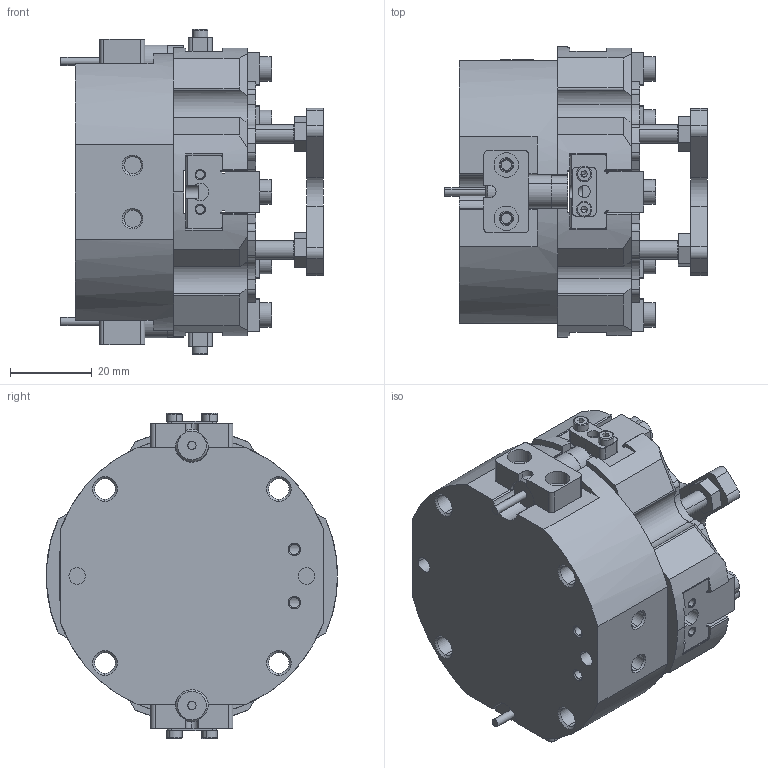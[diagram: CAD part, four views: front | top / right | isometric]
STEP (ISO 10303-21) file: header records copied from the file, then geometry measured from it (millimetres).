
FILE_DESCRIPTION (( 'STEP AP203' ), '1' );
FILE_NAME ('TF42-71-C20.STEP', '2024-12-09T01:52:18', ( 'USER-' ), ( 'Microsoft' ), 'SwSTEP 2.0', 'SolidWorks 2018', '' );
FILE_SCHEMA (( 'CONFIG_CONTROL_DESIGN' ));
Length unit declared in the file: millimetre
Products named in the file (26): TF42-71-C20杅耀.sldasm-Part-31; 埴翐芛_GB_FASTENER_SCREWS_HSHCS M2X8-N; TF42-71-C20杅耀.sldasm-Part-21; TF42-71-C20杅耀.sldasm-Part-29; TF42-71-C20杅耀.sldasm-Part-9; TF42-71-C20杅耀.sldasm-Part-19; TF42-71-C20杅耀.sldasm-Part-27; TF42-71-C20; TF42-71-C20杅耀.sldasm-Part-13; TF42-71-C20杅耀.sldasm-Part-8; TF42-71-C20杅耀.sldasm-Part-17; 12x8-R2; TF42-71-C20杅耀.sldasm-Part-10; TF42-71-C20杅耀.sldasm-Part-2; TF42-71-C20杅耀.sldasm-Part-34; TF42-71-C20杅耀.sldasm-Part-7; TF42-71-C20杅耀.sldasm-Part-28; TF42-71-C20杅耀.sldasm-Part-33; TF42-71-C20杅耀.sldasm-Part-18; TF42-71-C20杅耀.sldasm-Part-11; TF42-71-C20杅耀.sldasm-Part-16; TF42-71-C20杅耀.sldasm-Part-22; TF42-71-C20杅耀.sldasm-Part-12; TF42-71-C20杅耀.sldasm-Part-14; TF42-71-C20杅耀.sldasm-Part-25; TF42-71-C20杅耀.sldasm-Part-5
Assembly tree (34 placements, depth 2):
  TF42-71-C20
    TF42-71-C20杅耀.sldasm-Part-2
    TF42-71-C20杅耀.sldasm-Part-5
    TF42-71-C20杅耀.sldasm-Part-7
    TF42-71-C20杅耀.sldasm-Part-8
    TF42-71-C20杅耀.sldasm-Part-9
    TF42-71-C20杅耀.sldasm-Part-10
    TF42-71-C20杅耀.sldasm-Part-11
    TF42-71-C20杅耀.sldasm-Part-12
    TF42-71-C20杅耀.sldasm-Part-13
    TF42-71-C20杅耀.sldasm-Part-14
    TF42-71-C20杅耀.sldasm-Part-16
    TF42-71-C20杅耀.sldasm-Part-17
    TF42-71-C20杅耀.sldasm-Part-18
    TF42-71-C20杅耀.sldasm-Part-19
    TF42-71-C20杅耀.sldasm-Part-21
    TF42-71-C20杅耀.sldasm-Part-22
    TF42-71-C20杅耀.sldasm-Part-25  x4
    TF42-71-C20杅耀.sldasm-Part-27
    TF42-71-C20杅耀.sldasm-Part-28
    TF42-71-C20杅耀.sldasm-Part-29
    TF42-71-C20杅耀.sldasm-Part-31
    TF42-71-C20杅耀.sldasm-Part-33
    12x8-R2
    埴翐芛_GB_FASTENER_SCREWS_HSHCS M2X8-N  x4
    TF42-71-C20杅耀.sldasm-Part-34  x4
Bounding box: 64 x 70.96 x 79.4 mm (x, y, z)
Volume: 145506.2 mm3; surface area: 52251.7 mm2
Topology: 34 solids, 34 shells, 1630 faces, 4154 edges, 2688 vertices
Faces by surface type: plane 773, cylinder 474, cone 212, bspline 155, torus 16
Entity records: 47816 total; most frequent: CARTESIAN_POINT 13407, ORIENTED_EDGE 6630, DIRECTION 6333, EDGE_CURVE 3315, AXIS2_PLACEMENT_3D 2193, VERTEX_POINT 2151, LINE 1947, VECTOR 1947
